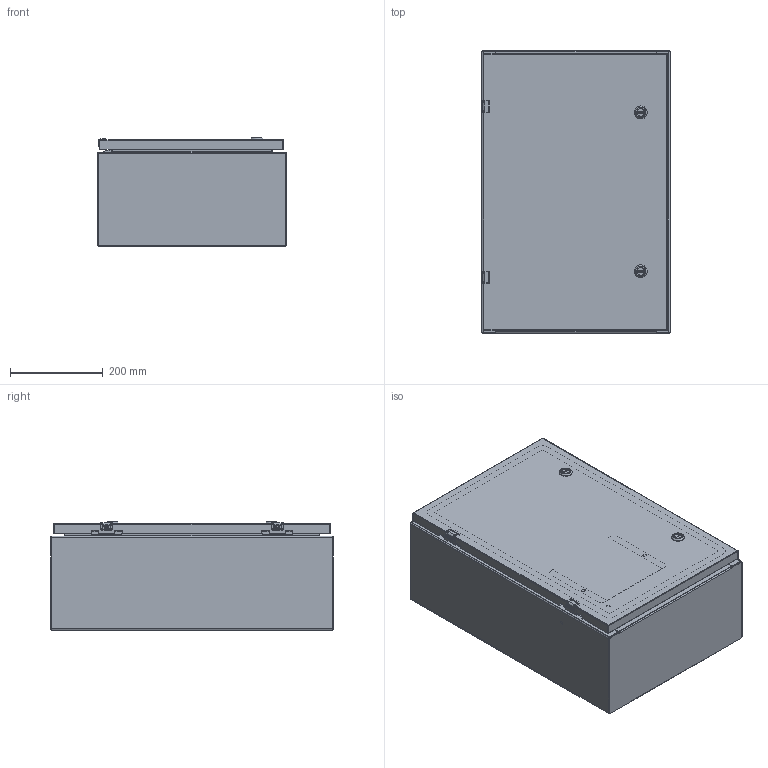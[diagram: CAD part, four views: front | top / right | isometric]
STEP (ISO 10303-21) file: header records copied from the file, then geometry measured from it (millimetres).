
FILE_DESCRIPTION (( 'STEP AP214' ), '1' );
FILE_NAME ('SCE-24EL1608LP.STEP', '2022-09-30T12:49:43', ( '' ), ( '' ), 'SwSTEP 2.0', 'SolidWorks 2021', '' );
FILE_SCHEMA (( 'AUTOMOTIVE_DESIGN' ));
Length unit declared in the file: inch
Products named in the file (1): SCE-24EL1608LP
Bounding box: 406.4 x 609.6 x 234.45 mm (x, y, z)
Volume: 2766862.8 mm3; surface area: 2638941.6 mm2
Topology: 45 solids, 45 shells, 2787 faces, 7343 edges, 4612 vertices
Faces by surface type: plane 1089, cylinder 840, bspline 640, cone 110, torus 72, sphere 36
Entity records: 154762 total; most frequent: CARTESIAN_POINT 54404, ORIENTED_EDGE 14498, DIRECTION 11659, EDGE_CURVE 7249, VERTEX_POINT 4612, AXIS2_PLACEMENT_3D 4258, VECTOR 3143, LINE 3143
